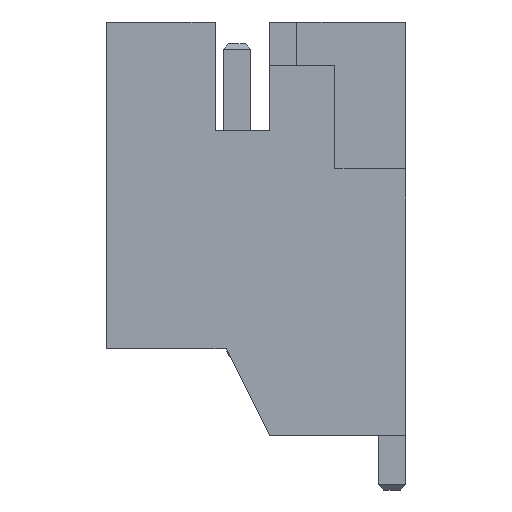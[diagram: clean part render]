
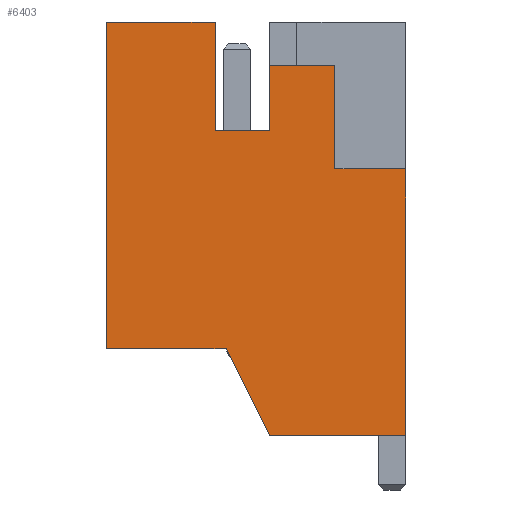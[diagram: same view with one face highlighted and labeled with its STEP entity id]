
A CAD part, left-side view. The second image highlights one B-rep face of the part: STEP entity #6403.
In plain terms, the highlighted planar face has unit normal (-1, 0, 0).
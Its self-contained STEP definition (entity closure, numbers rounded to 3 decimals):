
#197=FACE_OUTER_BOUND('',#559,.T.);
#559=EDGE_LOOP('',(#4291,#4292,#4293,#4294,#4295,#4296,#4297,#4298,#4299,
#4300,#4301,#4302));
#925=LINE('',#8969,#1785);
#929=LINE('',#8976,#1789);
#935=LINE('',#8990,#1795);
#954=LINE('',#9027,#1814);
#982=LINE('',#9082,#1842);
#988=LINE('',#9093,#1848);
#990=LINE('',#9097,#1850);
#992=LINE('',#9100,#1852);
#993=LINE('',#9104,#1853);
#994=LINE('',#9106,#1854);
#995=LINE('',#9108,#1855);
#996=LINE('',#9109,#1856);
#1785=VECTOR('',#7221,10.);
#1789=VECTOR('',#7227,10.);
#1795=VECTOR('',#7237,10.);
#1814=VECTOR('',#7264,10.);
#1842=VECTOR('',#7304,10.);
#1848=VECTOR('',#7312,10.);
#1850=VECTOR('',#7316,10.);
#1852=VECTOR('',#7320,10.);
#1853=VECTOR('',#7325,10.);
#1854=VECTOR('',#7326,10.);
#1855=VECTOR('',#7327,10.);
#1856=VECTOR('',#7328,10.);
#2645=VERTEX_POINT('',#8966);
#2646=VERTEX_POINT('',#8968);
#2648=VERTEX_POINT('',#8974);
#2654=VERTEX_POINT('',#8989);
#2668=VERTEX_POINT('',#9025);
#2688=VERTEX_POINT('',#9079);
#2689=VERTEX_POINT('',#9081);
#2693=VERTEX_POINT('',#9091);
#2694=VERTEX_POINT('',#9095);
#2695=VERTEX_POINT('',#9103);
#2696=VERTEX_POINT('',#9105);
#2697=VERTEX_POINT('',#9107);
#3245=EDGE_CURVE('',#2646,#2645,#925,.T.);
#3249=EDGE_CURVE('',#2645,#2648,#929,.T.);
#3255=EDGE_CURVE('',#2654,#2646,#935,.T.);
#3274=EDGE_CURVE('',#2648,#2668,#954,.T.);
#3302=EDGE_CURVE('',#2689,#2688,#982,.T.);
#3308=EDGE_CURVE('',#2688,#2693,#988,.T.);
#3310=EDGE_CURVE('',#2693,#2694,#990,.T.);
#3312=EDGE_CURVE('',#2694,#2654,#992,.T.);
#3313=EDGE_CURVE('',#2668,#2695,#993,.T.);
#3314=EDGE_CURVE('',#2695,#2696,#994,.T.);
#3315=EDGE_CURVE('',#2696,#2697,#995,.T.);
#3316=EDGE_CURVE('',#2697,#2689,#996,.T.);
#4291=ORIENTED_EDGE('',*,*,#3249,.T.);
#4292=ORIENTED_EDGE('',*,*,#3274,.T.);
#4293=ORIENTED_EDGE('',*,*,#3313,.T.);
#4294=ORIENTED_EDGE('',*,*,#3314,.T.);
#4295=ORIENTED_EDGE('',*,*,#3315,.T.);
#4296=ORIENTED_EDGE('',*,*,#3316,.T.);
#4297=ORIENTED_EDGE('',*,*,#3302,.T.);
#4298=ORIENTED_EDGE('',*,*,#3308,.T.);
#4299=ORIENTED_EDGE('',*,*,#3310,.T.);
#4300=ORIENTED_EDGE('',*,*,#3312,.T.);
#4301=ORIENTED_EDGE('',*,*,#3255,.T.);
#4302=ORIENTED_EDGE('',*,*,#3245,.T.);
#6081=PLANE('',#6791);
#6403=ADVANCED_FACE('',(#197),#6081,.T.);
#6791=AXIS2_PLACEMENT_3D('',#9102,#7323,#7324);
#7221=DIRECTION('',(0.,1.,0.));
#7227=DIRECTION('',(0.,0.,1.));
#7237=DIRECTION('',(0.,0.,-1.));
#7264=DIRECTION('',(0.,1.,0.));
#7304=DIRECTION('',(0.,0.,1.));
#7312=DIRECTION('',(0.,1.,0.));
#7316=DIRECTION('',(0.,0.,1.));
#7320=DIRECTION('',(0.,1.,0.));
#7323=DIRECTION('center_axis',(-1.,0.,0.));
#7324=DIRECTION('ref_axis',(0.,0.,1.));
#7325=DIRECTION('',(0.,0.,-1.));
#7326=DIRECTION('',(0.,-1.,0.));
#7327=DIRECTION('',(0.,-0.447,-0.894));
#7328=DIRECTION('',(0.,-1.,0.));
#8966=CARTESIAN_POINT('',(-11.95,3.5,-2.));
#8968=CARTESIAN_POINT('',(-11.95,2.5,-2.));
#8969=CARTESIAN_POINT('',(-11.95,3.125,-2.));
#8974=CARTESIAN_POINT('',(-11.95,3.5,0.));
#8976=CARTESIAN_POINT('',(-11.95,3.5,-1.5));
#8989=CARTESIAN_POINT('',(-11.95,2.5,-0.8));
#8990=CARTESIAN_POINT('',(-11.95,2.5,-2.5));
#9025=CARTESIAN_POINT('',(-11.95,5.5,0.));
#9027=CARTESIAN_POINT('',(-11.95,0.,0.));
#9079=CARTESIAN_POINT('',(-11.95,0.,-2.7));
#9081=CARTESIAN_POINT('',(-11.95,0.,-7.6));
#9082=CARTESIAN_POINT('',(-11.95,0.,-7.6));
#9091=CARTESIAN_POINT('',(-11.95,1.3,-2.7));
#9093=CARTESIAN_POINT('',(-11.95,2.025,-2.7));
#9095=CARTESIAN_POINT('',(-11.95,1.3,-0.8));
#9097=CARTESIAN_POINT('',(-11.95,1.3,-1.9));
#9100=CARTESIAN_POINT('',(-11.95,2.625,-0.8));
#9102=CARTESIAN_POINT('Origin',(-11.95,2.75,-3.));
#9103=CARTESIAN_POINT('',(-11.95,5.5,-6.));
#9104=CARTESIAN_POINT('',(-11.95,5.5,0.));
#9105=CARTESIAN_POINT('',(-11.95,3.3,-6.));
#9106=CARTESIAN_POINT('',(-11.95,5.5,-6.));
#9107=CARTESIAN_POINT('',(-11.95,2.5,-7.6));
#9108=CARTESIAN_POINT('',(-11.95,3.3,-6.));
#9109=CARTESIAN_POINT('',(-11.95,2.5,-7.6));
